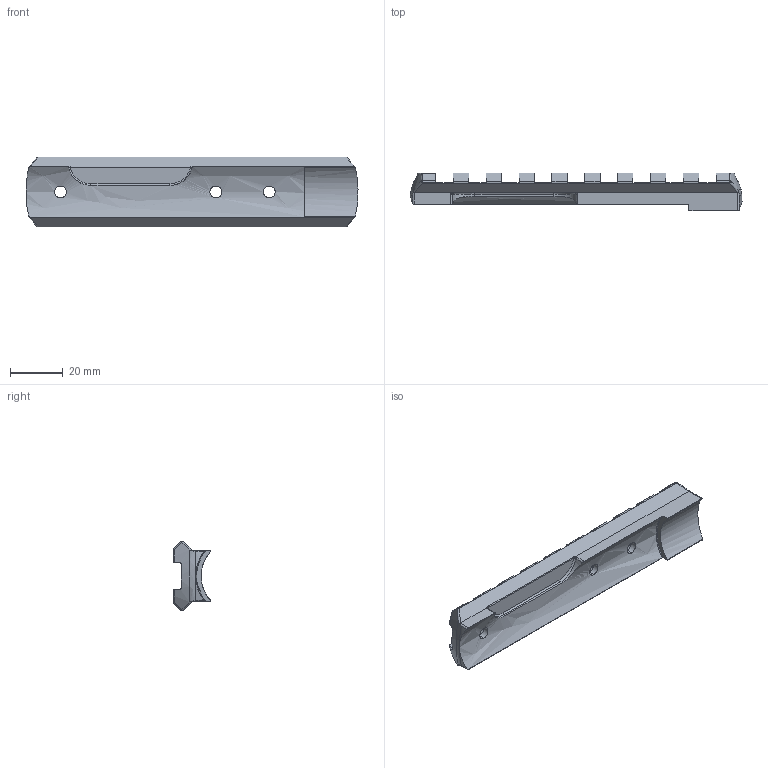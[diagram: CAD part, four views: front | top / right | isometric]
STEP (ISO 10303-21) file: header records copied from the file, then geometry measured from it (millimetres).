
FILE_DESCRIPTION(('FreeCAD Model'),'2;1');
FILE_NAME('Open CASCADE Shape Model','2025-04-30T20:10:48',('FreeCAD'),( 'FreeCAD'),'Open CASCADE STEP processor 7.6','FreeCAD','Unknown');
FILE_SCHEMA(('AUTOMOTIVE_DESIGN { 1 0 10303 214 1 1 1 1 }'));
Length unit declared in the file: millimetre
Products named in the file (1): Open CASCADE STEP translator 7.6 1
Bounding box: 126.47 x 14.4 x 26.55 mm (x, y, z)
Volume: 18970.1 mm3; surface area: 10427.9 mm2
Topology: 1 solids, 1 shells, 256 faces, 724 edges, 471 vertices
Faces by surface type: bspline 256
Entity records: 8826 total; most frequent: CARTESIAN_POINT 4647, ORIENTED_EDGE 1448, EDGE_CURVE 724, B_SPLINE_CURVE_WITH_KNOTS 586, VERTEX_POINT 471, FACE_BOUND 263, EDGE_LOOP 263, ADVANCED_FACE 256
